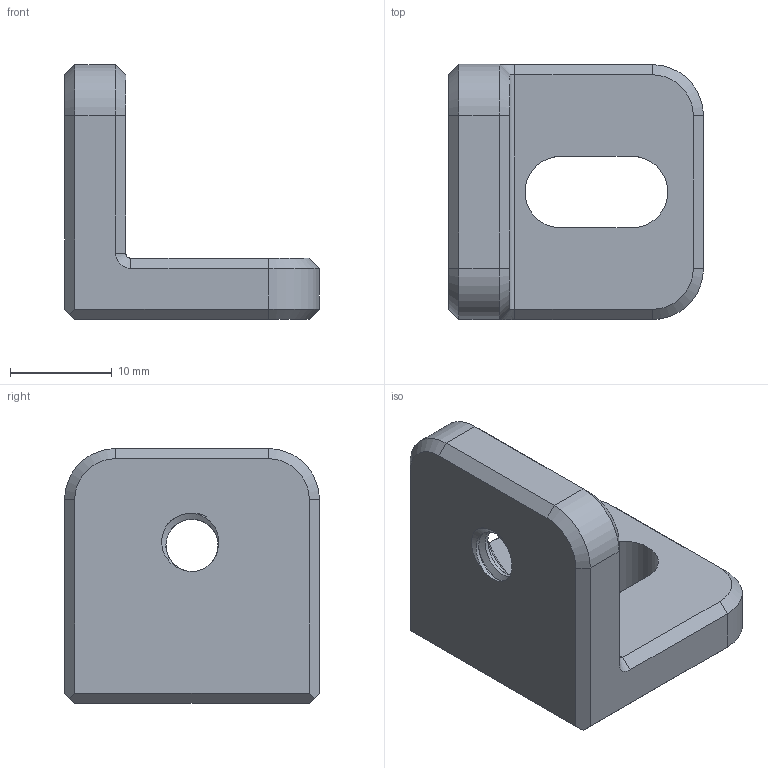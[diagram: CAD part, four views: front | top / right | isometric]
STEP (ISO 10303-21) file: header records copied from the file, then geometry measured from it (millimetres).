
FILE_DESCRIPTION(/* description */ (''),/* implementation_level */ '2;1');
FILE_NAME(/* name */ 'SUPORTE 90º 2.2 v2.step',/* time_stamp */ '2021-07-26T11:24:02-03:00',/* author */ (''),/* organization */ (''),/* preprocessor_version */ 'ST-DEVELOPER v18.1',/* originating_system */ 'Autodesk Translation Framework v10.9.0.1377',/* authorisation */ '');
FILE_SCHEMA (('AUTOMOTIVE_DESIGN { 1 0 10303 214 3 1 1 }'));
Length unit declared in the file: millimetre
Products named in the file (1): SUPORTE 90º 2.2
Bounding box: 25 x 25 x 25 mm (x, y, z)
Volume: 5038.9 mm3; surface area: 3000 mm2
Topology: 1 solids, 1 shells, 92 faces, 237 edges, 151 vertices
Faces by surface type: plane 44, bspline 24, cylinder 13, cone 11
Full cylindrical faces by diameter (mm): 15 x1
Entity records: 3505 total; most frequent: CARTESIAN_POINT 1389, ORIENTED_EDGE 474, DIRECTION 348, EDGE_CURVE 237, VERTEX_POINT 151, LINE 148, VECTOR 148, EDGE_LOOP 100
